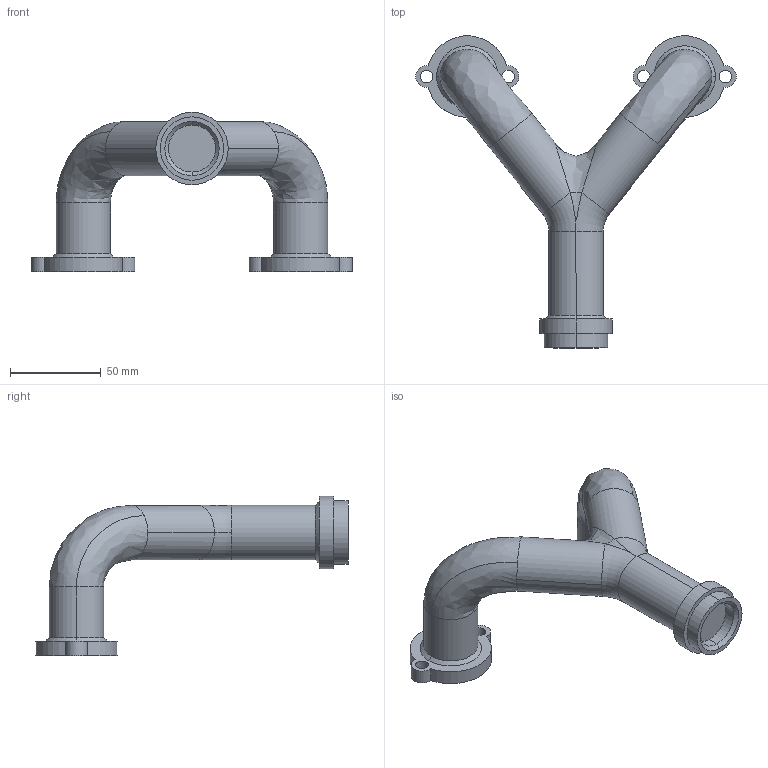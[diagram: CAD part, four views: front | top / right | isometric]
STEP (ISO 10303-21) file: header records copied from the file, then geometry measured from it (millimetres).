
FILE_DESCRIPTION (( 'STEP AP214' ), '1' );
FILE_NAME ('tuyauterie.STEP', '2025-09-11T22:55:21', ( '' ), ( '' ), 'SwSTEP 2.0', 'SolidWorks 2024', '' );
FILE_SCHEMA (( 'AUTOMOTIVE_DESIGN' ));
Length unit declared in the file: millimetre
Products named in the file (1): tuyauterie
Bounding box: 177 x 172.42 x 88 mm (x, y, z)
Volume: 88207.4 mm3; surface area: 69867.4 mm2
Topology: 1 solids, 1 shells, 87 faces, 204 edges, 122 vertices
Faces by surface type: cylinder 44, bspline 14, cone 12, plane 9, torus 8
Entity records: 16828 total; most frequent: CARTESIAN_POINT 14827, DIRECTION 428, ORIENTED_EDGE 404, EDGE_CURVE 202, AXIS2_PLACEMENT_3D 186, VERTEX_POINT 122, CIRCLE 112, EDGE_LOOP 102
